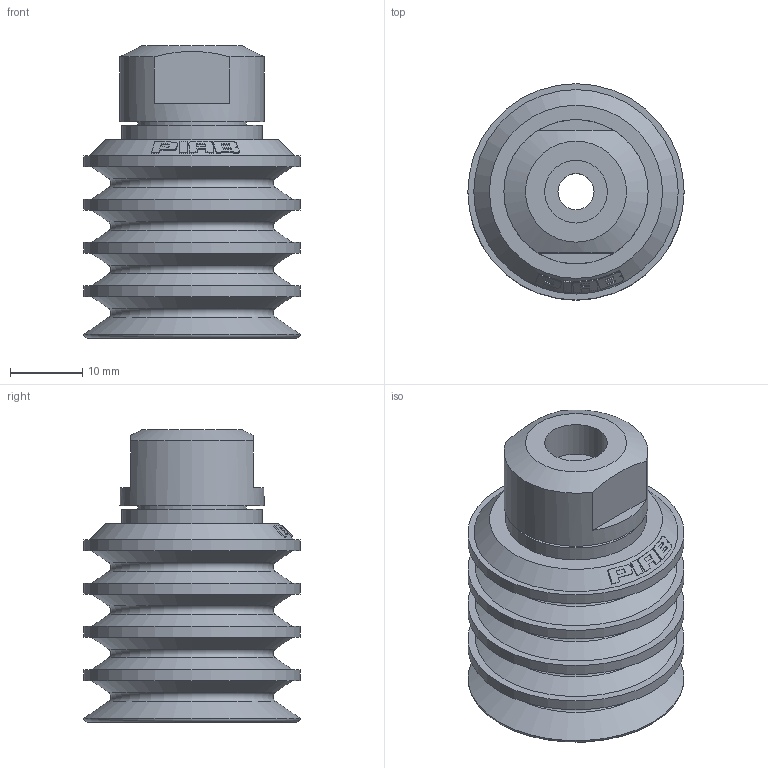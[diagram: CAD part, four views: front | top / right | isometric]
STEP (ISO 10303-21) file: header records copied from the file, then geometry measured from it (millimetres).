
FILE_DESCRIPTION(('Unknown'),'2;1');
FILE_NAME('','Unknown',('Unknown'),('Unknown'),'','Unknown','');
FILE_SCHEMA(('CONFIG_CONTROL_DESIGN'));
Length unit declared in the file: millimetre
Products named in the file (1): 3150111
Bounding box: 30 x 30 x 40.5 mm (x, y, z)
Volume: 7103.2 mm3; surface area: 8907 mm2
Topology: 1 solids, 1 shells, 125 faces, 288 edges, 187 vertices
Faces by surface type: plane 59, cone 28, cylinder 25, torus 13
Full cylindrical faces by diameter (mm): 5 x1, 8.7 x1, 15.09 x1, 19.5 x1, 20 x1, 30 x4
Entity records: 4402 total; most frequent: CARTESIAN_POINT 1808, DIRECTION 491, ORIENTED_EDGE 468, EDGE_CURVE 234, AXIS2_PLACEMENT_3D 215, EDGE_LOOP 191, VERTEX_POINT 175, ADVANCED_FACE 125
